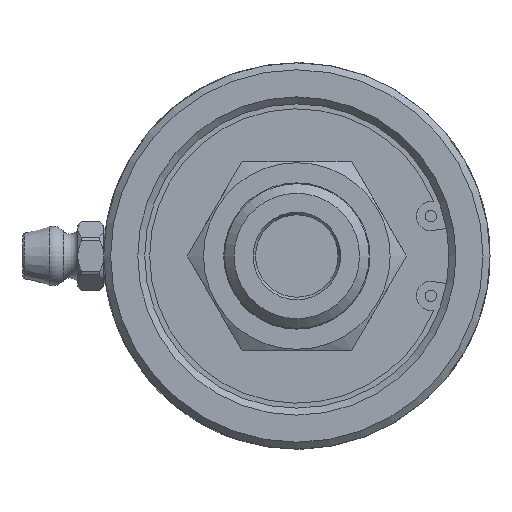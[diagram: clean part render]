
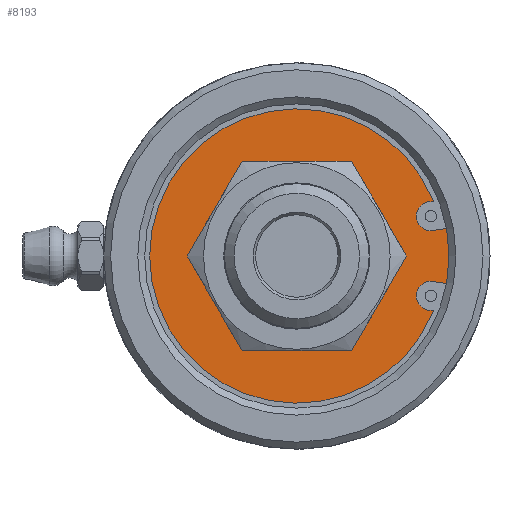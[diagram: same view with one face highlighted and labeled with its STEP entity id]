
A CAD part, left-side view. The second image highlights one B-rep face of the part: STEP entity #8193.
In plain terms, the highlighted planar face has unit normal (-1, 0, 0).
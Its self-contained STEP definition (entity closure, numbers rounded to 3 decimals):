
#449=PLANE('',#8798);
#501=FACE_BOUND('',#1813,.T.);
#1307=FACE_OUTER_BOUND('',#1812,.T.);
#1812=EDGE_LOOP('',(#7238,#7239,#7240,#7241,#7242,#7243));
#1813=EDGE_LOOP('',(#7244,#7245));
#1955=CIRCLE('',#8340,16.952);
#1957=CIRCLE('',#8343,1.682);
#1959=CIRCLE('',#8347,1.682);
#1992=CIRCLE('',#8407,9.575);
#1993=CIRCLE('',#8408,9.575);
#2195=CIRCLE('',#8799,18.735);
#2271=LINE('',#11599,#2669);
#2278=LINE('',#11616,#2676);
#2669=VECTOR('',#9040,10.);
#2676=VECTOR('',#9055,10.);
#3179=VERTEX_POINT('',#11584);
#3180=VERTEX_POINT('',#11586);
#3182=VERTEX_POINT('',#11592);
#3184=VERTEX_POINT('',#11598);
#3187=VERTEX_POINT('',#11606);
#3190=VERTEX_POINT('',#11614);
#3243=VERTEX_POINT('',#11936);
#3244=VERTEX_POINT('',#11937);
#3994=EDGE_CURVE('',#3180,#3179,#1955,.T.);
#3997=EDGE_CURVE('',#3182,#3180,#1957,.T.);
#4000=EDGE_CURVE('',#3184,#3182,#2271,.T.);
#4005=EDGE_CURVE('',#3179,#3187,#1959,.T.);
#4009=EDGE_CURVE('',#3187,#3190,#2278,.T.);
#4079=EDGE_CURVE('',#3243,#3244,#1992,.T.);
#4080=EDGE_CURVE('',#3244,#3243,#1993,.T.);
#4952=EDGE_CURVE('',#3190,#3184,#2195,.T.);
#7238=ORIENTED_EDGE('',*,*,#4009,.T.);
#7239=ORIENTED_EDGE('',*,*,#4952,.T.);
#7240=ORIENTED_EDGE('',*,*,#4000,.T.);
#7241=ORIENTED_EDGE('',*,*,#3997,.T.);
#7242=ORIENTED_EDGE('',*,*,#3994,.T.);
#7243=ORIENTED_EDGE('',*,*,#4005,.T.);
#7244=ORIENTED_EDGE('',*,*,#4079,.T.);
#7245=ORIENTED_EDGE('',*,*,#4080,.T.);
#8193=ADVANCED_FACE('',(#1307,#501),#449,.F.);
#8340=AXIS2_PLACEMENT_3D('',#11587,#9027,#9028);
#8343=AXIS2_PLACEMENT_3D('',#11593,#9034,#9035);
#8347=AXIS2_PLACEMENT_3D('',#11608,#9048,#9049);
#8407=AXIS2_PLACEMENT_3D('',#11938,#9187,#9188);
#8408=AXIS2_PLACEMENT_3D('',#11939,#9189,#9190);
#8798=AXIS2_PLACEMENT_3D('',#21786,#10310,#10311);
#8799=AXIS2_PLACEMENT_3D('',#21787,#10312,#10313);
#9027=DIRECTION('center_axis',(-1.,0.,0.));
#9028=DIRECTION('ref_axis',(0.,0.93,0.368));
#9034=DIRECTION('center_axis',(1.,0.,0.));
#9035=DIRECTION('ref_axis',(0.,1.,-0.008));
#9040=DIRECTION('',(0.,0.987,-0.16));
#9048=DIRECTION('center_axis',(1.,0.,0.));
#9049=DIRECTION('ref_axis',(0.,1.,0.008));
#9055=DIRECTION('',(0.,-0.987,-0.16));
#9187=DIRECTION('center_axis',(1.,0.,0.));
#9188=DIRECTION('ref_axis',(0.,0.,-1.));
#9189=DIRECTION('center_axis',(1.,0.,0.));
#9190=DIRECTION('ref_axis',(0.,0.,-1.));
#10310=DIRECTION('center_axis',(1.,0.,0.));
#10311=DIRECTION('ref_axis',(0.,0.,-1.));
#10312=DIRECTION('center_axis',(-1.,0.,0.));
#10313=DIRECTION('ref_axis',(0.,1.,0.));
#11584=CARTESIAN_POINT('',(4.76,-15.761,-6.243));
#11586=CARTESIAN_POINT('',(4.76,-15.761,6.243));
#11587=CARTESIAN_POINT('Origin',(4.76,0.,0.));
#11592=CARTESIAN_POINT('',(4.76,-15.786,2.944));
#11593=CARTESIAN_POINT('Origin',(4.76,-15.445,4.591));
#11598=CARTESIAN_POINT('',(4.76,-18.429,3.373));
#11599=CARTESIAN_POINT('',(4.76,-1.229,0.581));
#11606=CARTESIAN_POINT('',(4.76,-15.786,-2.944));
#11608=CARTESIAN_POINT('Origin',(4.76,-15.445,-4.591));
#11614=CARTESIAN_POINT('',(4.76,-18.429,-3.373));
#11616=CARTESIAN_POINT('',(4.76,-2.55,-0.795));
#11936=CARTESIAN_POINT('',(4.76,0.,-9.575));
#11937=CARTESIAN_POINT('',(4.76,0.,9.575));
#11938=CARTESIAN_POINT('Origin',(4.76,0.,
0.));
#11939=CARTESIAN_POINT('Origin',(4.76,0.,
0.));
#21786=CARTESIAN_POINT('Origin',(4.76,13.618,0.));
#21787=CARTESIAN_POINT('Origin',(4.76,0.,0.));
